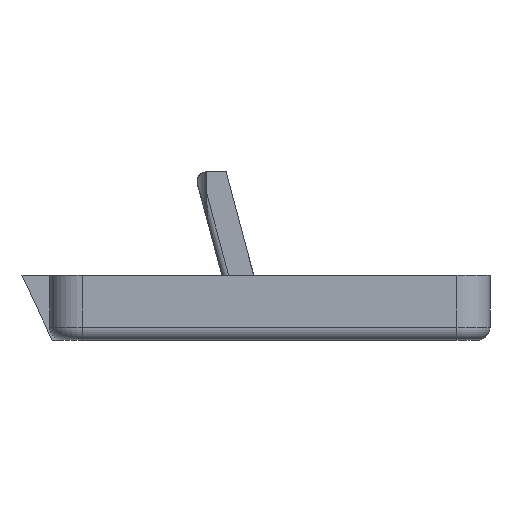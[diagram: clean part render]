
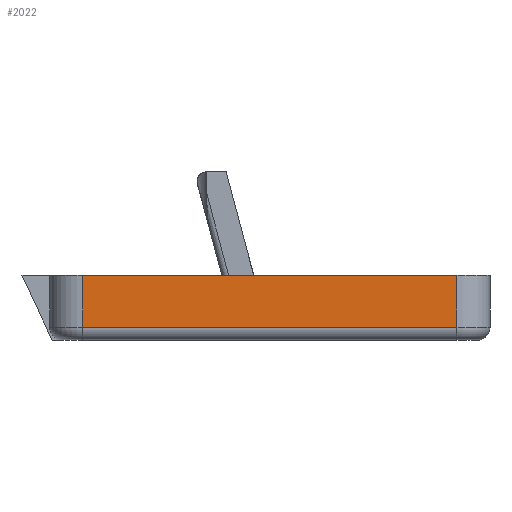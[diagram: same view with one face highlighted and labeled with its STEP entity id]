
A CAD part, front view. The second image highlights one B-rep face of the part: STEP entity #2022.
In plain terms, the highlighted planar face has unit normal (0, -1, 0).
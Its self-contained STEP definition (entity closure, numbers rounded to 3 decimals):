
#74 = VERTEX_POINT('',#75);
#75 = CARTESIAN_POINT('',(-28.88,-48.7,-8.));
#98 = EDGE_CURVE('',#74,#99,#101,.T.);
#99 = VERTEX_POINT('',#100);
#100 = CARTESIAN_POINT('',(28.87,-48.7,-8.));
#101 = LINE('',#102,#103);
#102 = CARTESIAN_POINT('',(-28.88,-48.7,-8.));
#103 = VECTOR('',#104,1.);
#104 = DIRECTION('',(1.,0.,0.));
#2001 = EDGE_CURVE('',#2002,#99,#2004,.T.);
#2002 = VERTEX_POINT('',#2003);
#2003 = CARTESIAN_POINT('',(28.87,-48.7,0.));
#2004 = LINE('',#2005,#2006);
#2005 = CARTESIAN_POINT('',(28.87,-48.7,0.));
#2006 = VECTOR('',#2007,1.);
#2007 = DIRECTION('',(-0.,-0.,-1.));
#2022 = ADVANCED_FACE('',(#2023),#2041,.T.);
#2023 = FACE_BOUND('',#2024,.T.);
#2024 = EDGE_LOOP('',(#2025,#2033,#2034,#2035));
#2025 = ORIENTED_EDGE('',*,*,#2026,.T.);
#2026 = EDGE_CURVE('',#2027,#74,#2029,.T.);
#2027 = VERTEX_POINT('',#2028);
#2028 = CARTESIAN_POINT('',(-28.88,-48.7,0.));
#2029 = LINE('',#2030,#2031);
#2030 = CARTESIAN_POINT('',(-28.88,-48.7,0.));
#2031 = VECTOR('',#2032,1.);
#2032 = DIRECTION('',(-0.,-0.,-1.));
#2033 = ORIENTED_EDGE('',*,*,#98,.T.);
#2034 = ORIENTED_EDGE('',*,*,#2001,.F.);
#2035 = ORIENTED_EDGE('',*,*,#2036,.T.);
#2036 = EDGE_CURVE('',#2002,#2027,#2037,.T.);
#2037 = LINE('',#2038,#2039);
#2038 = CARTESIAN_POINT('',(28.87,-48.7,0.));
#2039 = VECTOR('',#2040,1.);
#2040 = DIRECTION('',(-1.,0.,0.));
#2041 = PLANE('',#2042);
#2042 = AXIS2_PLACEMENT_3D('',#2043,#2044,#2045);
#2043 = CARTESIAN_POINT('',(-0.005,-48.7,-5.));
#2044 = DIRECTION('',(-0.,-1.,-0.));
#2045 = DIRECTION('',(0.,0.,-1.));
